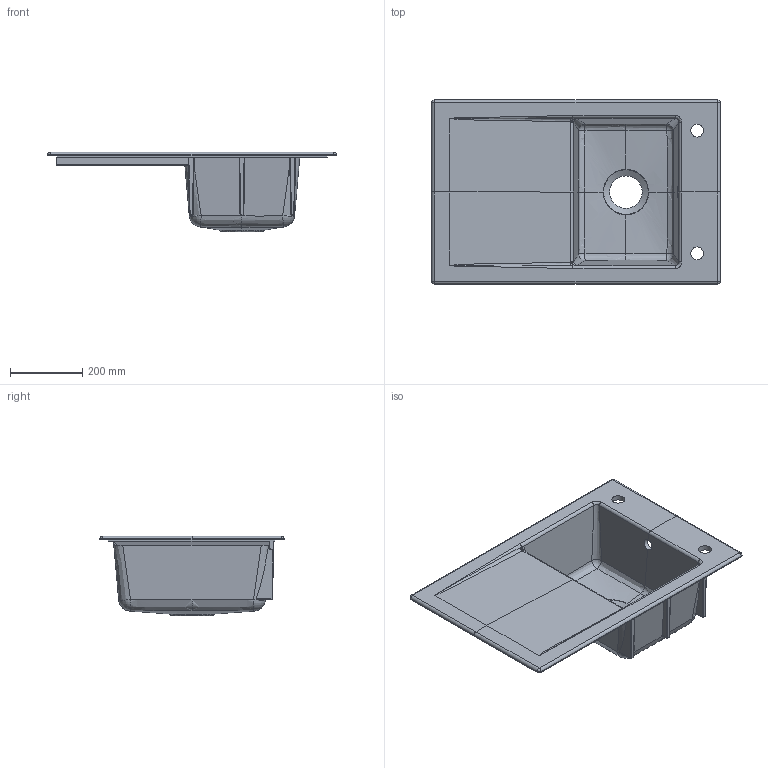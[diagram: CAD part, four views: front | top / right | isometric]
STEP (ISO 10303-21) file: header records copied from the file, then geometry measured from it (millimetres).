
FILE_DESCRIPTION(/* description */ (''),/* implementation_level */ '2;1');
FILE_NAME(/* name */ 'Spuele_6791_Timeline_45.stp',/* time_stamp */ '2019-02-19T09:28:18+01:00',/* author */ (''),/* organization */ (''),/* preprocessor_version */ 'ST-DEVELOPER v16',/* originating_system */ 'SIEMENS PLM Software NX 10.0',/* authorisation */ '');
FILE_SCHEMA (('AUTOMOTIVE_DESIGN { 1 0 10303 214 3 1 1 1 }'));
Length unit declared in the file: millimetre
Products named in the file (1): Sier225055AC5sev
Bounding box: 800.92 x 510.92 x 221 mm (x, y, z)
Volume: 8634359.8 mm3; surface area: 1310908.3 mm2
Topology: 1 solids, 1 shells, 169 faces, 439 edges, 247 vertices
Faces by surface type: bspline 65, plane 50, cylinder 35, sphere 10, extrusion 4, torus 4, cone 1
Full cylindrical faces by diameter (mm): 30.882 x1, 35 x2, 90 x1
Entity records: 15607 total; most frequent: CARTESIAN_POINT 12153, ORIENTED_EDGE 826, DIRECTION 540, EDGE_CURVE 413, VERTEX_POINT 247, AXIS2_PLACEMENT_3D 197, EDGE_LOOP 178, ADVANCED_FACE 169
